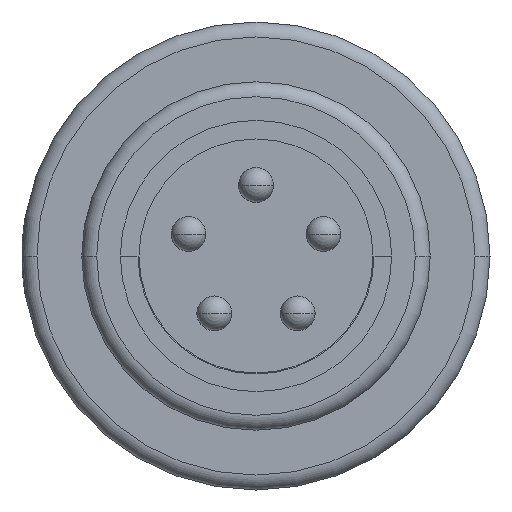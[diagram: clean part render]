
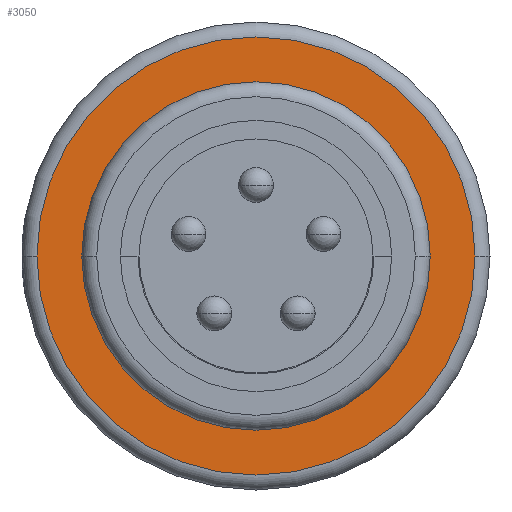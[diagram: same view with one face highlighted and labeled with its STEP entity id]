
A CAD part, left-side view. The second image highlights one B-rep face of the part: STEP entity #3050.
In plain terms, the highlighted planar face has unit normal (-1, 0, 0).
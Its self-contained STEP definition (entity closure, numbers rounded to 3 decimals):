
#231=CARTESIAN_POINT('',(-2.3,0.,0.));
#232=DIRECTION('',(-1.,0.,0.));
#233=DIRECTION('',(0.,1.,0.));
#234=AXIS2_PLACEMENT_3D('',#231,#232,#233);
#254=CARTESIAN_POINT('',(-2.3,0.,0.));
#255=DIRECTION('',(1.,0.,0.));
#256=DIRECTION('',(0.,1.,0.));
#257=AXIS2_PLACEMENT_3D('',#254,#255,#256);
#262=CARTESIAN_POINT('',(-2.3,0.,0.));
#263=DIRECTION('',(-1.,0.,0.));
#264=DIRECTION('',(0.,-1.,0.));
#265=AXIS2_PLACEMENT_3D('',#262,#263,#264);
#270=CARTESIAN_POINT('',(-2.3,0.,0.));
#271=DIRECTION('',(-1.,0.,0.));
#272=DIRECTION('',(0.,1.,0.));
#273=AXIS2_PLACEMENT_3D('',#270,#271,#272);
#2675=CARTESIAN_POINT('',(-2.3,3.5,0.));
#2676=CARTESIAN_POINT('',(-2.3,-3.5,0.));
#2677=VERTEX_POINT('',#2675);
#2678=VERTEX_POINT('',#2676);
#2707=CARTESIAN_POINT('',(-2.3,-4.4,0.));
#2708=CARTESIAN_POINT('',(-2.3,4.4,0.));
#2709=VERTEX_POINT('',#2707);
#2710=VERTEX_POINT('',#2708);
#3035=CARTESIAN_POINT('',(-2.3,0.,0.));
#3036=DIRECTION('',(1.,0.,0.));
#3037=DIRECTION('',(0.,-1.,0.));
#3038=AXIS2_PLACEMENT_3D('',#3035,#3036,#3037);
#3039=PLANE('',#3038);
#3041=ORIENTED_EDGE('',*,*,#3040,.F.);
#3043=ORIENTED_EDGE('',*,*,#3042,.F.);
#3044=EDGE_LOOP('',(#3041,#3043));
#3045=FACE_OUTER_BOUND('',#3044,.F.);
#3046=ORIENTED_EDGE('',*,*,#3022,.F.);
#3047=ORIENTED_EDGE('',*,*,#3001,.T.);
#3048=EDGE_LOOP('',(#3046,#3047));
#3049=FACE_BOUND('',#3048,.F.);
#235=CIRCLE('',#234,3.5);
#258=CIRCLE('',#257,3.5);
#266=CIRCLE('',#265,4.4);
#274=CIRCLE('',#273,4.4);
#3001=EDGE_CURVE('',#2677,#2678,#235,.T.);
#3022=EDGE_CURVE('',#2677,#2678,#258,.T.);
#3040=EDGE_CURVE('',#2709,#2710,#266,.T.);
#3042=EDGE_CURVE('',#2710,#2709,#274,.T.);
#3050=ADVANCED_FACE('',(#3045,#3049),#3039,.F.);
